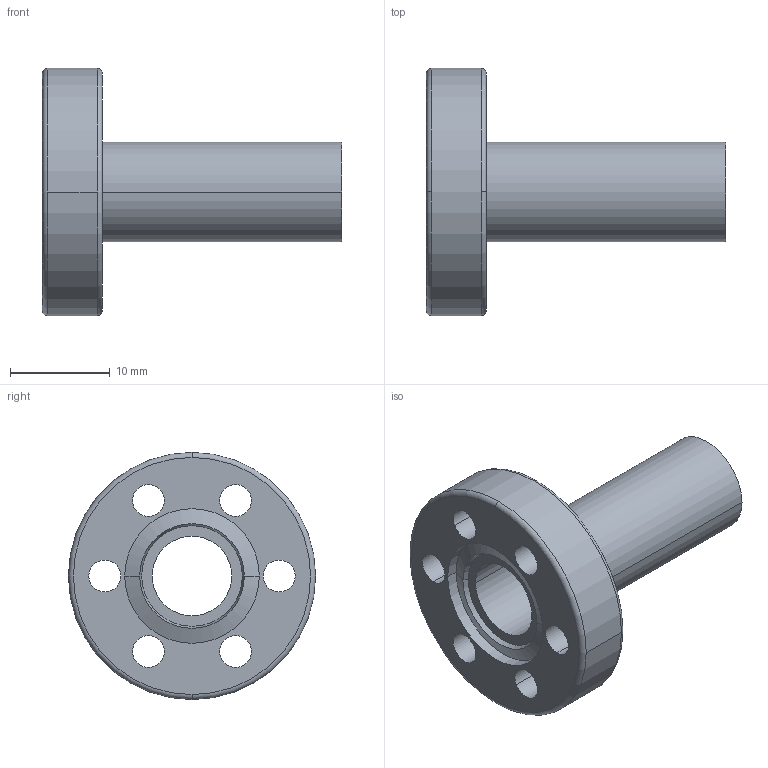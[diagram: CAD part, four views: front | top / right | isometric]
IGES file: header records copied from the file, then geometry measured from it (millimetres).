
Global section: file name: No Iges File Name specified; native system: AutoDesk Inventor R12.0; preprocessor: AutoDesk Inventor Iges Exporter R12.0; date: 20090403.103859; units: millimetre
Bounding box: 30 x 24.8 x 24.8 mm (x, y, z)
Volume: 2882.9 mm3; surface area: 3109.3 mm2
Topology: 1 solids, 1 shells, 32 faces, 82 edges, 54 vertices
Faces by surface type: bspline 12, revolution 6, cylinder 4, torus 4, plane 4, cone 2
